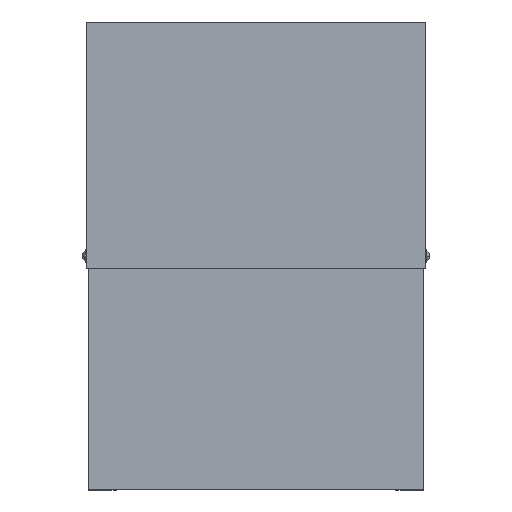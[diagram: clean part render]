
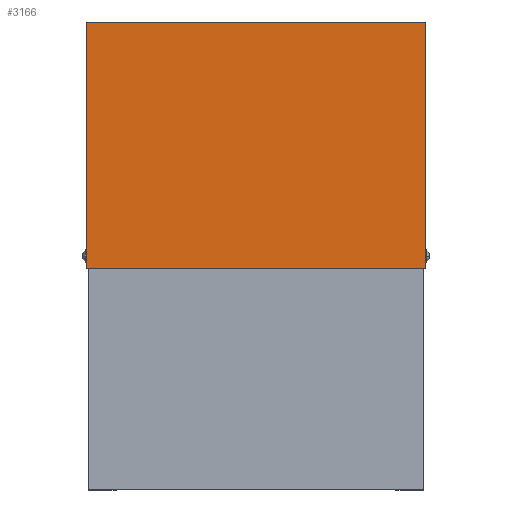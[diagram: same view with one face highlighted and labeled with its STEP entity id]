
A CAD part, top view. The second image highlights one B-rep face of the part: STEP entity #3166.
In plain terms, the highlighted planar face has unit normal (0, 0, 1).
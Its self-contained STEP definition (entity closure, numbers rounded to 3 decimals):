
#37 = PLANE ( 'NONE',  #721 ) ;
#54 = DIRECTION ( 'NONE',  ( -1., 0., 0. ) ) ;
#92 = LINE ( 'NONE', #2748, #561 ) ;
#243 = ORIENTED_EDGE ( 'NONE', *, *, #2571, .F. ) ;
#284 = VERTEX_POINT ( 'NONE', #3132 ) ;
#285 = VERTEX_POINT ( 'NONE', #1776 ) ;
#372 = DIRECTION ( 'NONE',  ( 0., -1., 0. ) ) ;
#546 = CARTESIAN_POINT ( 'NONE',  ( -151.5, 0., 0. ) ) ;
#561 = VECTOR ( 'NONE', #54, 1000. ) ;
#564 = CARTESIAN_POINT ( 'NONE',  ( -151.5, 220., 0. ) ) ;
#721 = AXIS2_PLACEMENT_3D ( 'NONE', #564, #2735, #3492 ) ;
#845 = VERTEX_POINT ( 'NONE', #3062 ) ;
#860 = EDGE_LOOP ( 'NONE', ( #3147, #243, #2817, #2294 ) ) ;
#987 = VECTOR ( 'NONE', #372, 1000. ) ;
#1119 = CARTESIAN_POINT ( 'NONE',  ( -151.5, 220., 0. ) ) ;
#1369 = LINE ( 'NONE', #2985, #1706 ) ;
#1443 = EDGE_CURVE ( 'NONE', #845, #285, #92, .T. ) ;
#1583 = EDGE_CURVE ( 'NONE', #284, #2414, #1369, .T. ) ;
#1706 = VECTOR ( 'NONE', #3295, 1000. ) ;
#1776 = CARTESIAN_POINT ( 'NONE',  ( -151.5, 220., 0. ) ) ;
#1831 = VECTOR ( 'NONE', #1968, 1000. ) ;
#1856 = EDGE_CURVE ( 'NONE', #285, #2414, #2038, .T. ) ;
#1968 = DIRECTION ( 'NONE',  ( 0., -1., 0. ) ) ;
#1997 = FACE_OUTER_BOUND ( 'NONE', #860, .T. ) ;
#2038 = LINE ( 'NONE', #1119, #1831 ) ;
#2294 = ORIENTED_EDGE ( 'NONE', *, *, #1856, .T. ) ;
#2414 = VERTEX_POINT ( 'NONE', #546 ) ;
#2571 = EDGE_CURVE ( 'NONE', #845, #284, #2780, .T. ) ;
#2735 = DIRECTION ( 'NONE',  ( 0., 0., 1. ) ) ;
#2748 = CARTESIAN_POINT ( 'NONE',  ( -151.5, 220., 0. ) ) ;
#2780 = LINE ( 'NONE', #2955, #987 ) ;
#2817 = ORIENTED_EDGE ( 'NONE', *, *, #1443, .T. ) ;
#2955 = CARTESIAN_POINT ( 'NONE',  ( 151.5, 220., 0. ) ) ;
#2985 = CARTESIAN_POINT ( 'NONE',  ( -151.5, 0., 0. ) ) ;
#3062 = CARTESIAN_POINT ( 'NONE',  ( 151.5, 220., 0. ) ) ;
#3132 = CARTESIAN_POINT ( 'NONE',  ( 151.5, 0., 0. ) ) ;
#3147 = ORIENTED_EDGE ( 'NONE', *, *, #1583, .F. ) ;
#3166 = ADVANCED_FACE ( 'NONE', ( #1997 ), #37, .T. ) ;
#3295 = DIRECTION ( 'NONE',  ( -1., 0., 0. ) ) ;
#3492 = DIRECTION ( 'NONE',  ( 1., 0., 0. ) ) ;
